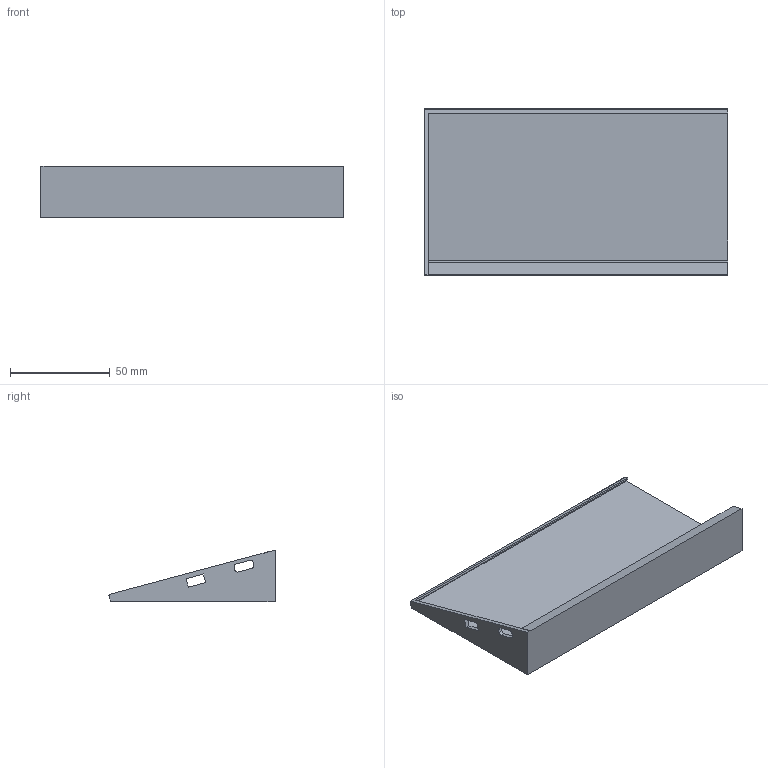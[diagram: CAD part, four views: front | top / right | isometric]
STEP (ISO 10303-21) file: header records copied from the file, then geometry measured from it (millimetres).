
FILE_DESCRIPTION(/* description */ ('Alibre Inc.'),/* implementation_level */ '2;1');
FILE_NAME(/* name */ 'export-0A7797A9-6F4A-4594-972E-3C9F4AE5DF5F',/* time_stamp */ '2025-03-12T10:14:00+01:00',/* author */ (''),/* organization */ (''),/* preprocessor_version */ 'ST-DEVELOPER v17',/* originating_system */ 'Alibre',/* authorisation */ '');
FILE_SCHEMA (('AUTOMOTIVE_DESIGN'));
Length unit declared in the file: millimetre
Bounding box: 152 x 83.17 x 25.99 mm (x, y, z)
Volume: 50866.6 mm3; surface area: 36701.2 mm2
Topology: 1 solids, 1 shells, 36 faces, 102 edges, 68 vertices
Faces by surface type: plane 29, cylinder 7
Entity records: 1150 total; most frequent: CARTESIAN_POINT 205, ORIENTED_EDGE 204, DIRECTION 158, EDGE_CURVE 102, VECTOR 87, LINE 87, VERTEX_POINT 68, AXIS2_PLACEMENT_3D 50
